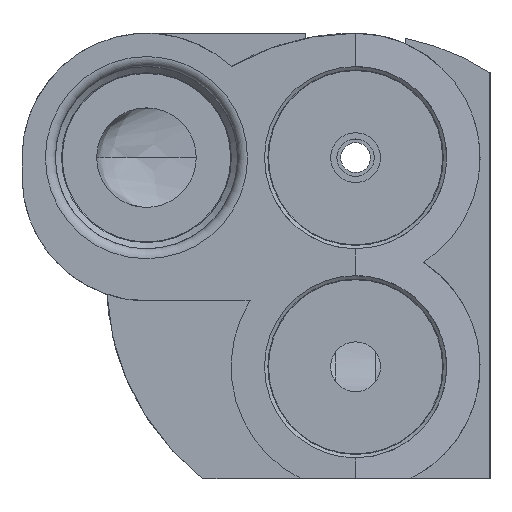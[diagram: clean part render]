
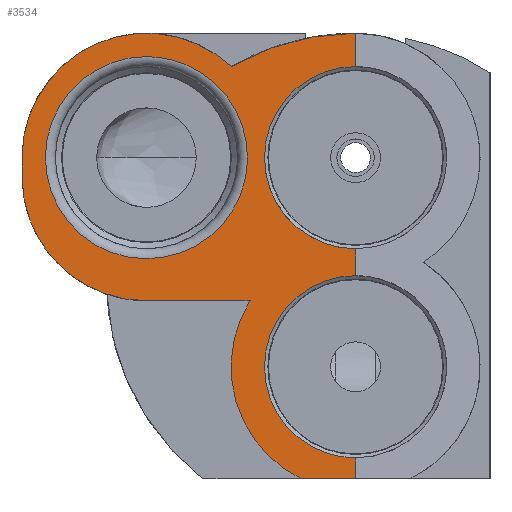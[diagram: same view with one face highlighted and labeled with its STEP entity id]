
A CAD part, left-side view. The second image highlights one B-rep face of the part: STEP entity #3534.
In plain terms, the highlighted planar face has unit normal (-1, 0, 0).
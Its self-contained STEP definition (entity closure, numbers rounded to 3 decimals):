
#97=FACE_BOUND('',#757,.T.);
#112=PLANE('',#3844);
#236=LINE('',#6735,#381);
#241=LINE('',#6743,#386);
#246=LINE('',#6770,#391);
#247=LINE('',#6772,#392);
#248=LINE('',#6778,#393);
#249=LINE('',#6782,#394);
#381=VECTOR('',#4357,1.);
#386=VECTOR('',#4364,1.);
#391=VECTOR('',#4397,1.);
#392=VECTOR('',#4398,1.);
#393=VECTOR('',#4403,1.);
#394=VECTOR('',#4406,1.);
#551=FACE_OUTER_BOUND('',#756,.T.);
#756=EDGE_LOOP('',(#2607,#2608,#2609,#2610,#2611,#2612,#2613,#2614,#2615,
#2616,#2617,#2618));
#757=EDGE_LOOP('',(#2619,#2620));
#964=CIRCLE('',#3752,0.183);
#985=CIRCLE('',#3783,0.183);
#1018=CIRCLE('',#3839,0.203);
#1022=CIRCLE('',#3843,0.203);
#1023=CIRCLE('',#3845,0.5);
#1024=CIRCLE('',#3846,0.25);
#1025=CIRCLE('',#3847,0.25);
#1026=CIRCLE('',#3848,0.25);
#1389=VERTEX_POINT('',#5663);
#1390=VERTEX_POINT('',#5665);
#1414=VERTEX_POINT('',#5730);
#1415=VERTEX_POINT('',#5732);
#1493=VERTEX_POINT('',#6732);
#1494=VERTEX_POINT('',#6734);
#1501=VERTEX_POINT('',#6760);
#1502=VERTEX_POINT('',#6761);
#1505=VERTEX_POINT('',#6771);
#1506=VERTEX_POINT('',#6773);
#1507=VERTEX_POINT('',#6775);
#1508=VERTEX_POINT('',#6777);
#1509=VERTEX_POINT('',#6779);
#1510=VERTEX_POINT('',#6781);
#1772=EDGE_CURVE('',#1390,#1389,#964,.T.);
#1806=EDGE_CURVE('',#1415,#1414,#985,.T.);
#1905=EDGE_CURVE('',#1494,#1493,#236,.T.);
#1910=EDGE_CURVE('',#1493,#1390,#241,.T.);
#1919=EDGE_CURVE('',#1501,#1502,#1018,.T.);
#1923=EDGE_CURVE('',#1502,#1501,#1022,.T.);
#1924=EDGE_CURVE('',#1389,#1415,#246,.T.);
#1925=EDGE_CURVE('',#1414,#1505,#247,.T.);
#1926=EDGE_CURVE('',#1505,#1506,#1023,.T.);
#1927=EDGE_CURVE('',#1506,#1507,#1024,.T.);
#1928=EDGE_CURVE('',#1507,#1508,#248,.T.);
#1929=EDGE_CURVE('',#1508,#1509,#1025,.T.);
#1930=EDGE_CURVE('',#1509,#1510,#249,.T.);
#1931=EDGE_CURVE('',#1510,#1494,#1026,.T.);
#2607=ORIENTED_EDGE('',*,*,#1905,.T.);
#2608=ORIENTED_EDGE('',*,*,#1910,.T.);
#2609=ORIENTED_EDGE('',*,*,#1772,.T.);
#2610=ORIENTED_EDGE('',*,*,#1924,.T.);
#2611=ORIENTED_EDGE('',*,*,#1806,.T.);
#2612=ORIENTED_EDGE('',*,*,#1925,.T.);
#2613=ORIENTED_EDGE('',*,*,#1926,.T.);
#2614=ORIENTED_EDGE('',*,*,#1927,.T.);
#2615=ORIENTED_EDGE('',*,*,#1928,.T.);
#2616=ORIENTED_EDGE('',*,*,#1929,.T.);
#2617=ORIENTED_EDGE('',*,*,#1930,.T.);
#2618=ORIENTED_EDGE('',*,*,#1931,.T.);
#2619=ORIENTED_EDGE('',*,*,#1919,.F.);
#2620=ORIENTED_EDGE('',*,*,#1923,.F.);
#3534=ADVANCED_FACE('',(#551,#97),#112,.T.);
#3752=AXIS2_PLACEMENT_3D('',#5666,#4160,#4161);
#3783=AXIS2_PLACEMENT_3D('',#5733,#4233,#4234);
#3839=AXIS2_PLACEMENT_3D('',#6762,#4385,#4386);
#3843=AXIS2_PLACEMENT_3D('',#6768,#4393,#4394);
#3844=AXIS2_PLACEMENT_3D('',#6769,#4395,#4396);
#3845=AXIS2_PLACEMENT_3D('',#6774,#4399,#4400);
#3846=AXIS2_PLACEMENT_3D('',#6776,#4401,#4402);
#3847=AXIS2_PLACEMENT_3D('',#6780,#4404,#4405);
#3848=AXIS2_PLACEMENT_3D('',#6783,#4407,#4408);
#4160=DIRECTION('center_axis',(1.,0.,0.));
#4161=DIRECTION('ref_axis',(0.,0.,-1.));
#4233=DIRECTION('center_axis',(1.,0.,0.));
#4234=DIRECTION('ref_axis',(0.,0.,
-1.));
#4357=DIRECTION('',(0.,-1.,0.));
#4364=DIRECTION('',(0.,0.,1.));
#4385=DIRECTION('center_axis',(-1.,0.,0.));
#4386=DIRECTION('ref_axis',(0.,0.37,-0.929));
#4393=DIRECTION('center_axis',(-1.,0.,0.));
#4394=DIRECTION('ref_axis',(0.,0.37,-0.929));
#4395=DIRECTION('center_axis',(-1.,0.,0.));
#4396=DIRECTION('ref_axis',(0.,0.,1.));
#4397=DIRECTION('',(0.,0.,1.));
#4398=DIRECTION('',(0.,0.,1.));
#4399=DIRECTION('center_axis',(-1.,0.,0.));
#4400=DIRECTION('ref_axis',(0.,0.,1.));
#4401=DIRECTION('center_axis',(-1.,0.,0.));
#4402=DIRECTION('ref_axis',(0.,-0.681,0.732));
#4403=DIRECTION('',(0.,0.,-1.));
#4404=DIRECTION('center_axis',(-1.,0.,0.));
#4405=DIRECTION('ref_axis',(0.,1.,0.));
#4406=DIRECTION('',(0.,-1.,0.));
#4407=DIRECTION('center_axis',(-1.,0.,0.));
#4408=DIRECTION('ref_axis',(0.,0.848,0.53));
#5663=CARTESIAN_POINT('',(-0.57,0.35,-0.237));
#5665=CARTESIAN_POINT('',(-0.57,0.35,-0.603));
#5666=CARTESIAN_POINT('Origin',(-0.57,0.35,-0.42));
#5730=CARTESIAN_POINT('',(-0.57,0.35,0.183));
#5732=CARTESIAN_POINT('',(-0.57,0.35,-0.183));
#5733=CARTESIAN_POINT('Origin',(-0.57,0.35,0.));
#6732=CARTESIAN_POINT('',(-0.57,0.35,-0.645));
#6734=CARTESIAN_POINT('',(-0.57,0.459,-0.645));
#6735=CARTESIAN_POINT('',(-0.57,0.477,-0.645));
#6743=CARTESIAN_POINT('',(-0.57,0.35,-0.67));
#6760=CARTESIAN_POINT('',(-0.57,0.695,0.189));
#6761=CARTESIAN_POINT('',(-0.57,0.77,0.203));
#6762=CARTESIAN_POINT('Origin',(-0.57,0.77,0.));
#6768=CARTESIAN_POINT('Origin',(-0.57,0.77,0.));
#6769=CARTESIAN_POINT('Origin',(-0.57,0.604,-0.159));
#6770=CARTESIAN_POINT('',(-0.57,0.35,-0.237));
#6771=CARTESIAN_POINT('',(-0.57,0.35,0.25));
#6772=CARTESIAN_POINT('',(-0.57,0.35,0.183));
#6773=CARTESIAN_POINT('',(-0.57,0.6,0.183));
#6774=CARTESIAN_POINT('Origin',(-0.57,0.35,-0.25));
#6775=CARTESIAN_POINT('',(-0.57,1.02,0.));
#6776=CARTESIAN_POINT('Origin',(-0.57,0.77,0.));
#6777=CARTESIAN_POINT('',(-0.57,1.02,-0.037));
#6778=CARTESIAN_POINT('',(-0.57,1.02,0.));
#6779=CARTESIAN_POINT('',(-0.57,0.77,-0.287));
#6780=CARTESIAN_POINT('Origin',(-0.57,0.77,-0.037));
#6781=CARTESIAN_POINT('',(-0.57,0.562,-0.287));
#6782=CARTESIAN_POINT('',(-0.57,0.77,-0.287));
#6783=CARTESIAN_POINT('Origin',(-0.57,0.35,-0.42));
